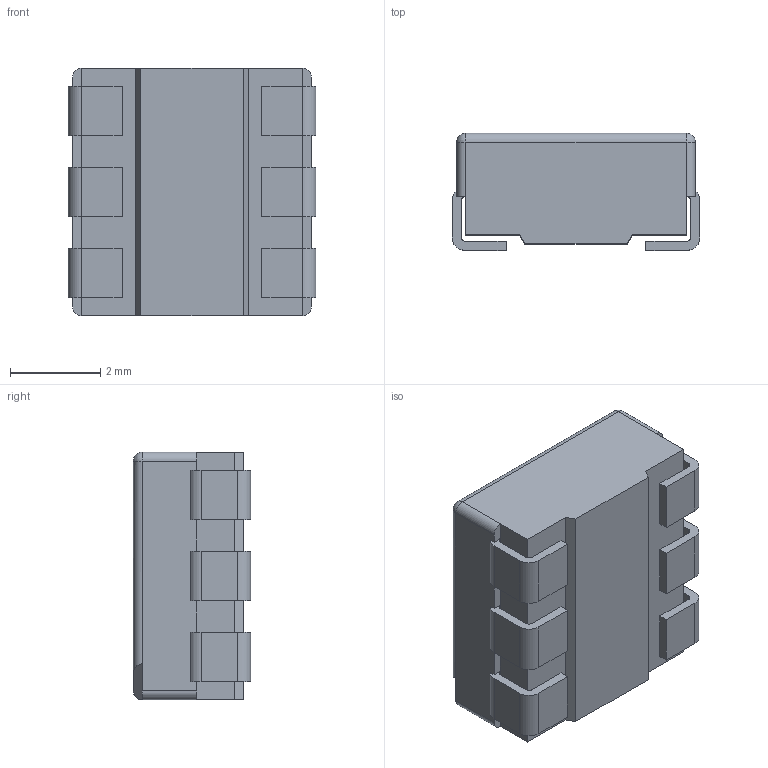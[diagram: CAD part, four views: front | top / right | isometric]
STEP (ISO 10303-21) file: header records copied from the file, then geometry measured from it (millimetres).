
FILE_DESCRIPTION (( 'STEP AP214' ), '1' );
FILE_NAME ('Cree SLV6A.STEP', '2018-05-13T17:05:58', ( '' ), ( '' ), 'SwSTEP 2.0', 'SolidWorks 2016', '' );
FILE_SCHEMA (( 'AUTOMOTIVE_DESIGN' ));
Length unit declared in the file: millimetre
Products named in the file (1): Cree SLV6A
Bounding box: 5.5 x 2.6 x 5.5 mm (x, y, z)
Volume: 66.1 mm3; surface area: 142.4 mm2
Topology: 1 solids, 1 shells, 102 faces, 273 edges, 171 vertices
Faces by surface type: plane 65, cylinder 34, sphere 3
Entity records: 3972 total; most frequent: CARTESIAN_POINT 550, DIRECTION 540, ORIENTED_EDGE 540, EDGE_CURVE 270, LINE 202, VECTOR 202, VERTEX_POINT 171, AXIS2_PLACEMENT_3D 169
